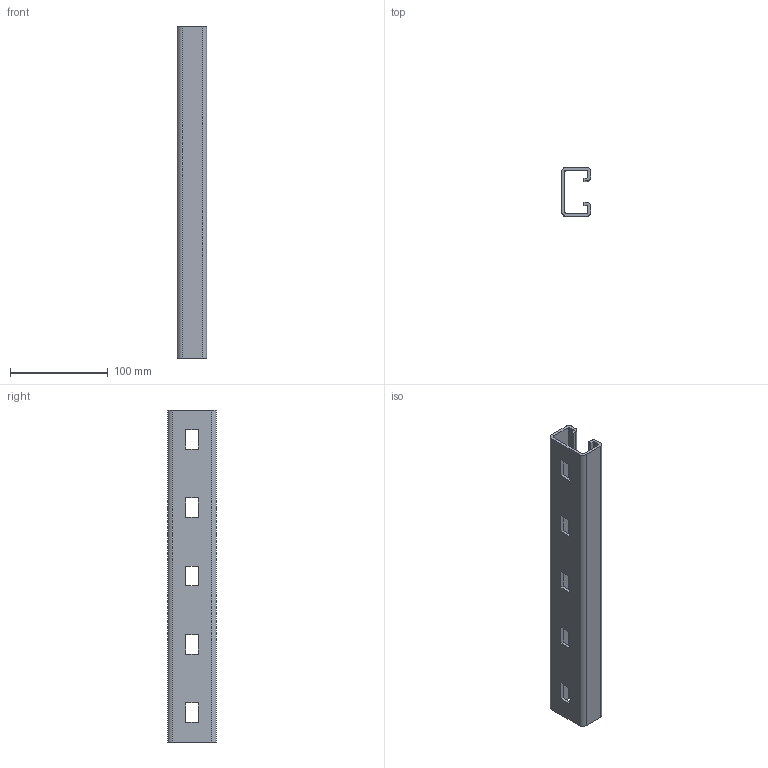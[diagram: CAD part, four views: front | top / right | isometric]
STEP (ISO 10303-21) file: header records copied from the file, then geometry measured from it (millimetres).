
FILE_DESCRIPTION((''),'2;1');
FILE_NAME('6349447','2015-06-18T',('AndreasKeweloh'),(''),'CREO PARAMETRIC BY PTC INC, 2015080','CREO PARAMETRIC BY PTC INC, 2015080','');
FILE_SCHEMA(('CONFIG_CONTROL_DESIGN'));
Length unit declared in the file: millimetre
Products named in the file (1): 6349447
Bounding box: 30 x 50 x 340 mm (x, y, z)
Volume: 125337.6 mm3; surface area: 87348.6 mm2
Topology: 1 solids, 1 shells, 62 faces, 156 edges, 96 vertices
Faces by surface type: plane 50, cylinder 12
Entity records: 1870 total; most frequent: CARTESIAN_POINT 314, ORIENTED_EDGE 312, DIRECTION 304, EDGE_CURVE 156, VECTOR 132, LINE 132, VERTEX_POINT 96, AXIS2_PLACEMENT_3D 86
